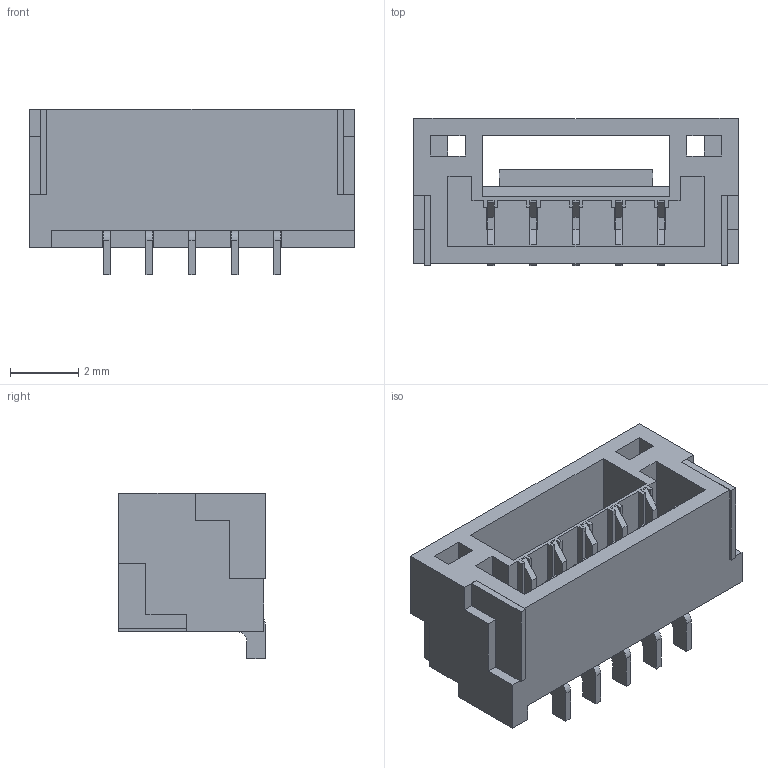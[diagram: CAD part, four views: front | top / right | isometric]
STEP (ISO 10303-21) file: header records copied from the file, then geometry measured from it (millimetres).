
FILE_DESCRIPTION(/* description */ ('STEP AP214'),/* implementation_level */ '2;1');
FILE_NAME(/* name */ 'GH1.25-5P.step',/* time_stamp */ '2025-12-14T10:29:21+08:00',/* author */ (''),/* organization */ (''),/* preprocessor_version */ 'ST-DEVELOPER v20.1',/* originating_system */ 'Autodesk Translation Framework v14.21.0.0',/* authorisation */ '');
FILE_SCHEMA (('AUTOMOTIVE_DESIGN { 1 0 10303 214 3 1 1 }'));
Length unit declared in the file: millimetre
Products named in the file (1): SM05B-GHS-TB
Bounding box: 9.5 x 4.3 x 4.85 mm (x, y, z)
Volume: 84.5 mm3; surface area: 428.2 mm2
Topology: 8 solids, 8 shells, 243 faces, 695 edges, 460 vertices
Faces by surface type: plane 233, cylinder 10
Entity records: 7841 total; most frequent: CARTESIAN_POINT 1399, ORIENTED_EDGE 1390, DIRECTION 1203, EDGE_CURVE 695, LINE 675, VECTOR 675, VERTEX_POINT 460, AXIS2_PLACEMENT_3D 264
